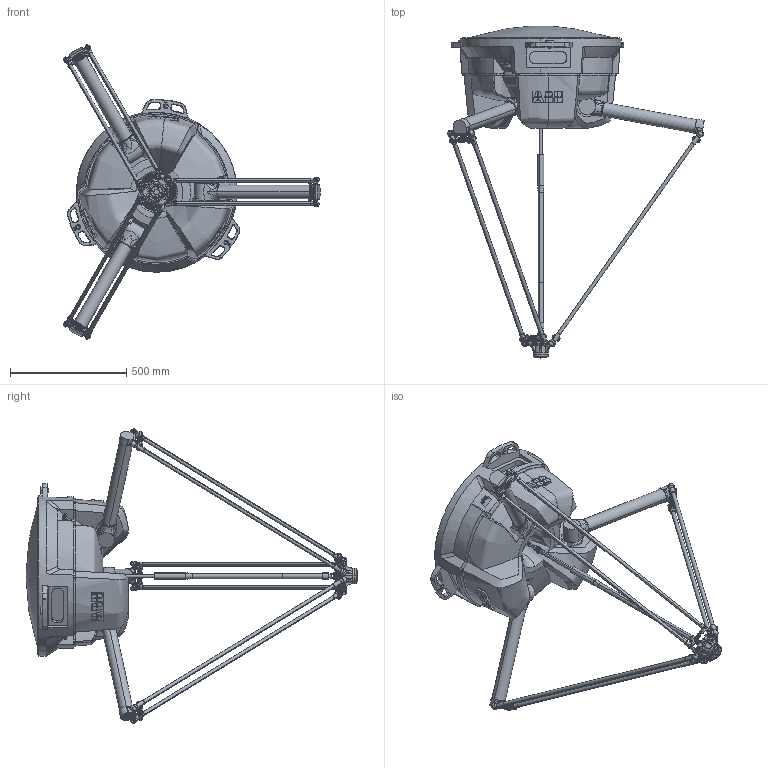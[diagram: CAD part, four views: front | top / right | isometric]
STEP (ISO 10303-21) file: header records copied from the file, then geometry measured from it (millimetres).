
FILE_DESCRIPTION (( 'STEP AP214' ), '1' );
FILE_NAME ('Ensamblaje1.STEP', '2018-07-11T19:04:01', ( '' ), ( '' ), 'SwSTEP 2.0', 'SolidWorks 2017', '' );
FILE_SCHEMA (( 'AUTOMOTIVE_DESIGN' ));
Length unit declared in the file: millimetre
Products named in the file (22): IRB360_6_1600_LowerArmConnectorUpper2_CAD_rev0; IRB360_6_1600_LowerArmConnectorUpper3_CAD_rev0; IRB360_6_1600_RevoluteLinkBase_CAD_rev0; IRB360_6_1600_LowerArmConnectorLower3_CAD_rev0; IRB360_6_1600_LowerArm3_2_CAD_rev0; IRB360_6_1600_LowerArmConnectorLower1_CAD_rev0; IRB360_6_1600_LowerArm1_2_CAD_rev0; Ensamblaje1; IRB360_6_1600_LowerArm1_1_CAD_rev0; IRB360_6_1600_RevoluteLinkLower_CAD_rev0; IRB360_6_1600_LowerArm2_2_CAD_rev0; IRB360_6_1600_Base_CAD_rev0; IRB360_6_1600_LowerArm3_1_CAD_rev0; IRB360_6_1600_LowerArm2_1_CAD_rev0; IRB360_6_1600_UpperArm1_CAD_rev0; IRB360_6_1600_LowerArmConnectorLower2_CAD_rev0; IRB360_6_1600_UpperArm2_CAD_rev0; IRB360_6_1600_RevoluteLinkUpper_CAD_rev0; IRB360_6_1600_LowerArmConnectorUpper1_CAD_rev0; IRB360_6_1600_MovingPlate_CAD_rev0; IRB360_6_1600_UpperArm3_CAD_rev0; IRB360_6_1600_RevoluteLinkPlate_CAD_rev0
Assembly tree (21 placements, depth 2):
  Ensamblaje1
    IRB360_6_1600_Base_CAD_rev0
    IRB360_6_1600_LowerArm1_1_CAD_rev0
    IRB360_6_1600_LowerArm1_2_CAD_rev0
    IRB360_6_1600_LowerArm2_1_CAD_rev0
    IRB360_6_1600_LowerArm2_2_CAD_rev0
    IRB360_6_1600_LowerArm3_1_CAD_rev0
    IRB360_6_1600_LowerArm3_2_CAD_rev0
    IRB360_6_1600_LowerArmConnectorLower1_CAD_rev0
    IRB360_6_1600_LowerArmConnectorLower2_CAD_rev0
    IRB360_6_1600_LowerArmConnectorLower3_CAD_rev0
    IRB360_6_1600_LowerArmConnectorUpper1_CAD_rev0
    IRB360_6_1600_LowerArmConnectorUpper2_CAD_rev0
    IRB360_6_1600_LowerArmConnectorUpper3_CAD_rev0
    IRB360_6_1600_MovingPlate_CAD_rev0
    IRB360_6_1600_RevoluteLinkBase_CAD_rev0
    IRB360_6_1600_RevoluteLinkLower_CAD_rev0
    IRB360_6_1600_RevoluteLinkPlate_CAD_rev0
    IRB360_6_1600_RevoluteLinkUpper_CAD_rev0
    IRB360_6_1600_UpperArm1_CAD_rev0
    IRB360_6_1600_UpperArm2_CAD_rev0
    IRB360_6_1600_UpperArm3_CAD_rev0
Bounding box: 1103.91 x 1428.44 x 1265.76 mm (x, y, z)
Volume: 119744349.1 mm3; surface area: 4740981.3 mm2
Topology: 34 solids, 37 shells, 2936 faces, 7902 edges, 5140 vertices
Faces by surface type: plane 1019, cylinder 877, bspline 517, cone 241, torus 234, sphere 48
Entity records: 215681 total; most frequent: CARTESIAN_POINT 136903, ORIENTED_EDGE 15610, DIRECTION 13106, EDGE_CURVE 7805, VERTEX_POINT 5087, AXIS2_PLACEMENT_3D 5067, EDGE_LOOP 3144, VECTOR 2972
